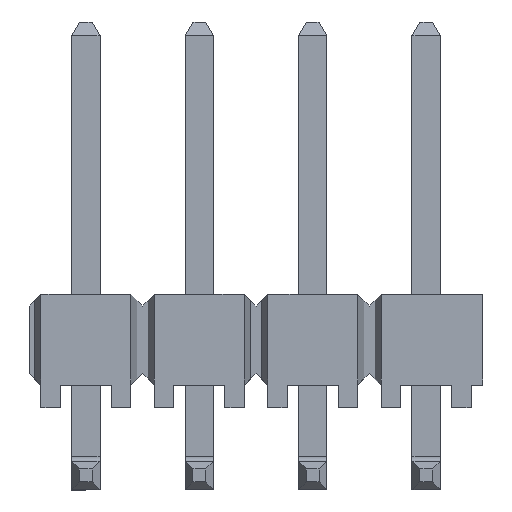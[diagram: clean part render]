
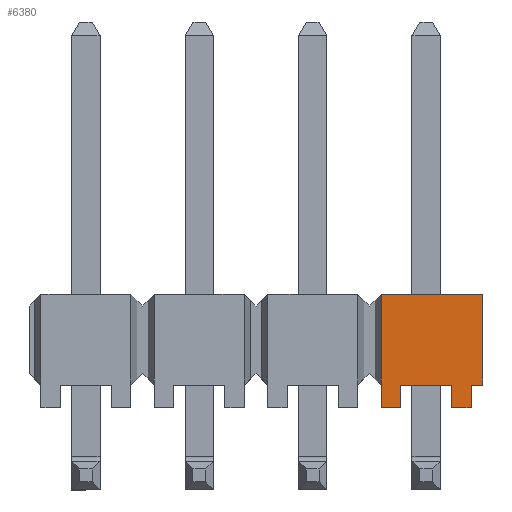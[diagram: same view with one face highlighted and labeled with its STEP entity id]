
A CAD part, top view. The second image highlights one B-rep face of the part: STEP entity #6380.
In plain terms, the highlighted planar face has unit normal (0, 0, 1).
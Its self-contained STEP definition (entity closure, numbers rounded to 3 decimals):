
#99 = CARTESIAN_POINT ( 'NONE',  ( 2.54, 2.54, 1.31 ) ) ;
#170 = EDGE_CURVE ( 'NONE', #7051, #8661, #4643, .T. ) ;
#259 = CARTESIAN_POINT ( 'NONE',  ( 1.844, 2.54, 1.31 ) ) ;
#359 = DIRECTION ( 'NONE',  ( 0., 1., 0. ) ) ;
#374 = CARTESIAN_POINT ( 'NONE',  ( 2.54, 0.508, 1.31 ) ) ;
#393 = EDGE_CURVE ( 'NONE', #2121, #549, #9067, .T. ) ;
#472 = EDGE_CURVE ( 'NONE', #8661, #9191, #1041, .T. ) ;
#547 = VECTOR ( 'NONE', #777, 1000. ) ;
#549 = VERTEX_POINT ( 'NONE', #9650 ) ;
#594 = EDGE_CURVE ( 'NONE', #8875, #7051, #9439, .T. ) ;
#777 = DIRECTION ( 'NONE',  ( 0., -1., 0. ) ) ;
#842 = LINE ( 'NONE', #3247, #7869 ) ;
#1041 = LINE ( 'NONE', #259, #1101 ) ;
#1101 = VECTOR ( 'NONE', #9232, 1000. ) ;
#1240 = VERTEX_POINT ( 'NONE', #2806 ) ;
#1437 = DIRECTION ( 'NONE',  ( -1., 0., 0. ) ) ;
#1648 = ORIENTED_EDGE ( 'NONE', *, *, #170, .T. ) ;
#1931 = EDGE_CURVE ( 'NONE', #10461, #7928, #3469, .T. ) ;
#1978 = AXIS2_PLACEMENT_3D ( 'NONE', #7419, #9952, #9779 ) ;
#2093 = CARTESIAN_POINT ( 'NONE',  ( 0.696, 0., 1.31 ) ) ;
#2121 = VERTEX_POINT ( 'NONE', #374 ) ;
#2214 = DIRECTION ( 'NONE',  ( 0., 1., 0. ) ) ;
#2405 = FACE_OUTER_BOUND ( 'NONE', #4236, .T. ) ;
#2550 = DIRECTION ( 'NONE',  ( 1., 0., 0. ) ) ;
#2793 = VERTEX_POINT ( 'NONE', #4791 ) ;
#2806 = CARTESIAN_POINT ( 'NONE',  ( 2.276, 0., 1.31 ) ) ;
#3096 = ORIENTED_EDGE ( 'NONE', *, *, #3588, .T. ) ;
#3098 = ORIENTED_EDGE ( 'NONE', *, *, #6361, .T. ) ;
#3100 = DIRECTION ( 'NONE',  ( 1., 0., 0. ) ) ;
#3247 = CARTESIAN_POINT ( 'NONE',  ( 2.54, 0., 1.31 ) ) ;
#3289 = ORIENTED_EDGE ( 'NONE', *, *, #472, .T. ) ;
#3322 = DIRECTION ( 'NONE',  ( 1., 0., 0. ) ) ;
#3469 = LINE ( 'NONE', #5116, #6449 ) ;
#3588 = EDGE_CURVE ( 'NONE', #7649, #2121, #6424, .T. ) ;
#3886 = LINE ( 'NONE', #4299, #547 ) ;
#4084 = ORIENTED_EDGE ( 'NONE', *, *, #1931, .T. ) ;
#4201 = LINE ( 'NONE', #7509, #5679 ) ;
#4209 = VECTOR ( 'NONE', #1437, 1000. ) ;
#4236 = EDGE_LOOP ( 'NONE', ( #3096, #6420, #3098, #4084, #10510, #4420, #5250, #1648, #3289, #8620, #5510 ) ) ;
#4299 = CARTESIAN_POINT ( 'NONE',  ( 0.264, 2.54, 1.31 ) ) ;
#4420 = ORIENTED_EDGE ( 'NONE', *, *, #6179, .T. ) ;
#4506 = EDGE_CURVE ( 'NONE', #1240, #7649, #4201, .T. ) ;
#4643 = LINE ( 'NONE', #10484, #8282 ) ;
#4687 = DIRECTION ( 'NONE',  ( 1., 0., 0. ) ) ;
#4791 = CARTESIAN_POINT ( 'NONE',  ( 0.264, 0., 1.31 ) ) ;
#4860 = CARTESIAN_POINT ( 'NONE',  ( 2.54, 0., 1.31 ) ) ;
#4897 = PLANE ( 'NONE',  #1978 ) ;
#5116 = CARTESIAN_POINT ( 'NONE',  ( 0.264, 2.54, 1.31 ) ) ;
#5193 = CARTESIAN_POINT ( 'NONE',  ( 0.264, 0.508, 1.31 ) ) ;
#5198 = VECTOR ( 'NONE', #7519, 1000. ) ;
#5250 = ORIENTED_EDGE ( 'NONE', *, *, #594, .T. ) ;
#5504 = LINE ( 'NONE', #8763, #4209 ) ;
#5510 = ORIENTED_EDGE ( 'NONE', *, *, #4506, .T. ) ;
#5584 = CARTESIAN_POINT ( 'NONE',  ( 0.696, 2.54, 1.31 ) ) ;
#5679 = VECTOR ( 'NONE', #359, 1000. ) ;
#5831 = LINE ( 'NONE', #4860, #5913 ) ;
#5913 = VECTOR ( 'NONE', #3322, 1000. ) ;
#6019 = CARTESIAN_POINT ( 'NONE',  ( 2.276, 0.508, 1.31 ) ) ;
#6179 = EDGE_CURVE ( 'NONE', #2793, #8875, #5831, .T. ) ;
#6229 = CARTESIAN_POINT ( 'NONE',  ( 1.844, 0., 1.31 ) ) ;
#6361 = EDGE_CURVE ( 'NONE', #549, #10461, #5504, .T. ) ;
#6380 = ADVANCED_FACE ( 'NONE', ( #2405 ), #4897, .T. ) ;
#6420 = ORIENTED_EDGE ( 'NONE', *, *, #393, .T. ) ;
#6424 = LINE ( 'NONE', #8614, #7377 ) ;
#6449 = VECTOR ( 'NONE', #8387, 1000. ) ;
#6989 = CARTESIAN_POINT ( 'NONE',  ( 0.264, 2.54, 1.31 ) ) ;
#7051 = VERTEX_POINT ( 'NONE', #8888 ) ;
#7377 = VECTOR ( 'NONE', #3100, 1000. ) ;
#7419 = CARTESIAN_POINT ( 'NONE',  ( 2.54, 2.54, 1.31 ) ) ;
#7509 = CARTESIAN_POINT ( 'NONE',  ( 2.276, 2.54, 1.31 ) ) ;
#7519 = DIRECTION ( 'NONE',  ( 0., 1., 0. ) ) ;
#7649 = VERTEX_POINT ( 'NONE', #6019 ) ;
#7869 = VECTOR ( 'NONE', #2550, 1000. ) ;
#7928 = VERTEX_POINT ( 'NONE', #5193 ) ;
#8282 = VECTOR ( 'NONE', #4687, 1000. ) ;
#8387 = DIRECTION ( 'NONE',  ( 0., -1., 0. ) ) ;
#8614 = CARTESIAN_POINT ( 'NONE',  ( 2.54, 0.508, 1.31 ) ) ;
#8620 = ORIENTED_EDGE ( 'NONE', *, *, #10272, .T. ) ;
#8661 = VERTEX_POINT ( 'NONE', #8924 ) ;
#8763 = CARTESIAN_POINT ( 'NONE',  ( 0., 2.54, 1.31 ) ) ;
#8875 = VERTEX_POINT ( 'NONE', #2093 ) ;
#8888 = CARTESIAN_POINT ( 'NONE',  ( 0.696, 0.508, 1.31 ) ) ;
#8924 = CARTESIAN_POINT ( 'NONE',  ( 1.844, 0.508, 1.31 ) ) ;
#9067 = LINE ( 'NONE', #99, #5198 ) ;
#9191 = VERTEX_POINT ( 'NONE', #6229 ) ;
#9232 = DIRECTION ( 'NONE',  ( 0., -1., 0. ) ) ;
#9439 = LINE ( 'NONE', #5584, #9824 ) ;
#9650 = CARTESIAN_POINT ( 'NONE',  ( 2.54, 2.54, 1.31 ) ) ;
#9779 = DIRECTION ( 'NONE',  ( 1., 0., 0. ) ) ;
#9824 = VECTOR ( 'NONE', #2214, 1000. ) ;
#9952 = DIRECTION ( 'NONE',  ( 0., 0., 1. ) ) ;
#10272 = EDGE_CURVE ( 'NONE', #9191, #1240, #842, .T. ) ;
#10461 = VERTEX_POINT ( 'NONE', #6989 ) ;
#10484 = CARTESIAN_POINT ( 'NONE',  ( 2.54, 0.508, 1.31 ) ) ;
#10496 = EDGE_CURVE ( 'NONE', #7928, #2793, #3886, .T. ) ;
#10510 = ORIENTED_EDGE ( 'NONE', *, *, #10496, .T. ) ;
